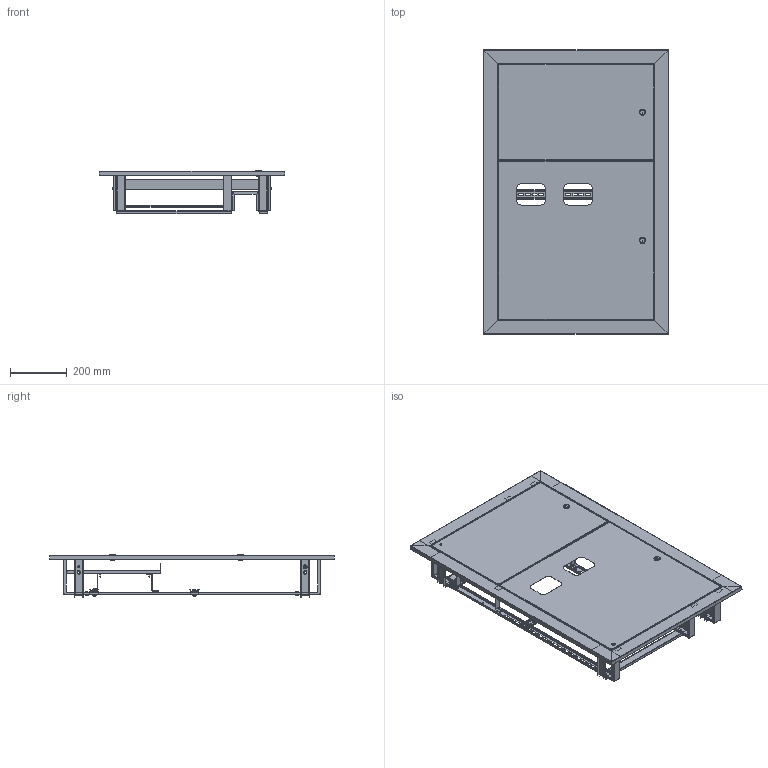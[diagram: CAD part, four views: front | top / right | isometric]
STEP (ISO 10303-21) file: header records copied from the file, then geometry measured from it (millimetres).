
FILE_DESCRIPTION (( 'STEP AP203' ), '1' );
FILE_NAME ('Ùèò ýòàæíûé 2 êâ. áåç ñëàáîò. îòñ. (1000õ650õ150) EKF Basic.STEP', '2023-11-20T11:39:24', ( '' ), ( '' ), 'SwSTEP 2.0', 'SolidWorks 2021', '' );
FILE_SCHEMA (( 'CONFIG_CONTROL_DESIGN' ));
Length unit declared in the file: millimetre
Products named in the file (27): ÌÈ-2476.02.00.000 Äâåðü ñèëîâàÿ ÑÁ; 昈-2476.01.00.000 扻豵鵨 捘; pan head cross recess screw_din1_ISO 7045 - M4 x 16 - Z --- 16N; ÌÈ-2476.02.00.001 Äâåðü ñèëîâàÿ; hex flange nut_din_Hexagon Flange Nut DIN 6923 - M6 - N; 昈-2476.01.00.001 栺樇罻; ÌÈ-2414.01.00.008 Äåðæàòåëü äâåðè; 倘-2476.07.00.001 脏朦囗咫黖2. 寛-2414.00.00.001-01; Çàêëåïêà ãàå÷íàÿ Ì4; cross ph tapping 968_din_Screw DIN 968-ST4.2x13-C-H-N; Ùèò ýòàæíûé 2 êâ. áåç ñëàáîò. îòñ. (1000õ650õ150) EKF Basic; ��-2476.03.00.000 ����� ����� ��_2 ��. ��-2414.03.00.000-01 ����� ��� ��; Ïëàñòèíà 100õ35; ÌÈ-2414.05.00.003 Êðîíøòåéí ïîä äèí-ðåéêó; ÌÈ-2476.01.00.002 Óñèëèòåëü êàáåëüíûé  ; pan head cross recess screw_din_DIN EN ISO 7045 - M6 x 20 - Z - 20N; ﾌﾈ-2476.03.00.001 ﾄ粢 褪濱2 ｪ｢. 決-2414.03.00.001-01 ┐･瑟 肅･笄; Øïèëüêà Ì6õ12; ÌÈ-2414.00.00.002 Ïðîñòàâêà; ﾌﾈ-2414.01.00.007 ﾊ煇鳫; Çàêëåïêà ãàå÷íàÿ Ì8; ÌÈ-2414.01.00.002 Ñòåíêà áîêîâàÿ; Çàêëåïêà ãàå÷íàÿ Ì6; hex flange nut_din1_Hexagon Flange Nut DIN 6923 - M6 - N; DIN-ðåéêà 402 ÙÝ; ÌÈ-2414.01.00.001 Ñòåíêà áîêîâàÿ; Çàìîê ïî÷òîâûé
Assembly tree (63 placements, depth 3):
  Ùèò ýòàæíûé 2 êâ. áåç ñëàáîò. îòñ. (1000õ650õ150) EKF Basic
    昈-2476.01.00.000 扻豵鵨 捘
      ÌÈ-2414.01.00.002 Ñòåíêà áîêîâàÿ
      ÌÈ-2414.01.00.001 Ñòåíêà áîêîâàÿ
      昈-2476.01.00.001 栺樇罻  x2
      Ïëàñòèíà 100õ35  x4
      ÌÈ-2414.01.00.008 Äåðæàòåëü äâåðè
      ÌÈ-2476.01.00.002 Óñèëèòåëü êàáåëüíûé    x2
      Çàêëåïêà ãàå÷íàÿ Ì8  x4
      Øïèëüêà Ì6õ12  x3
      ﾌﾈ-2414.01.00.007 ﾊ煇鳫  x3
      Çàêëåïêà ãàå÷íàÿ Ì6  x4
    ÌÈ-2476.02.00.000 Äâåðü ñèëîâàÿ ÑÁ
      Çàêëåïêà ãàå÷íàÿ Ì4  x2
      ÌÈ-2476.02.00.001 Äâåðü ñèëîâàÿ
      Çàìîê ïî÷òîâûé
      Øïèëüêà Ì6õ12
    ��-2476.03.00.000 ����� ����� ��_2 ��. ��-2414.03.00.000-01 ����� ��� ��
      ﾌﾈ-2476.03.00.001 ﾄ粢 褪濱2 ｪ｢. 決-2414.03.00.001-01 ┐･瑟 肅･笄
      Çàìîê ïî÷òîâûé
      Çàêëåïêà ãàå÷íàÿ Ì4
      Øïèëüêà Ì6õ12
    pan head cross recess screw_din1_ISO 7045 - M4 x 16 - Z --- 16N  x3
    cross ph tapping 968_din_Screw DIN 968-ST4.2x13-C-H-N  x2
    hex flange nut_din1_Hexagon Flange Nut DIN 6923 - M6 - N  x2
    倘-2476.07.00.001 脏朦囗咫黖2. 寛-2414.00.00.001-01
    ÌÈ-2414.05.00.003 Êðîíøòåéí ïîä äèí-ðåéêó  x4
    DIN-ðåéêà 402 ÙÝ  x2
    pan head cross recess screw_din_DIN EN ISO 7045 - M6 x 20 - Z - 20N  x4
    ÌÈ-2414.00.00.002 Ïðîñòàâêà  x4
    hex flange nut_din_Hexagon Flange Nut DIN 6923 - M6 - N  x4
Bounding box: 650 x 1000 x 153 mm (x, y, z)
Volume: 1083788.6 mm3; surface area: 2588387.4 mm2
Topology: 60 solids, 60 shells, 2636 faces, 6163 edges, 3683 vertices
Faces by surface type: plane 1388, cylinder 804, cone 224, bspline 122, torus 80, sphere 18
Entity records: 40493 total; most frequent: CARTESIAN_POINT 9525, DIRECTION 5655, ORIENTED_EDGE 5514, EDGE_CURVE 2757, AXIS2_PLACEMENT_3D 1965, VECTOR 1725, LINE 1725, VERTEX_POINT 1647
